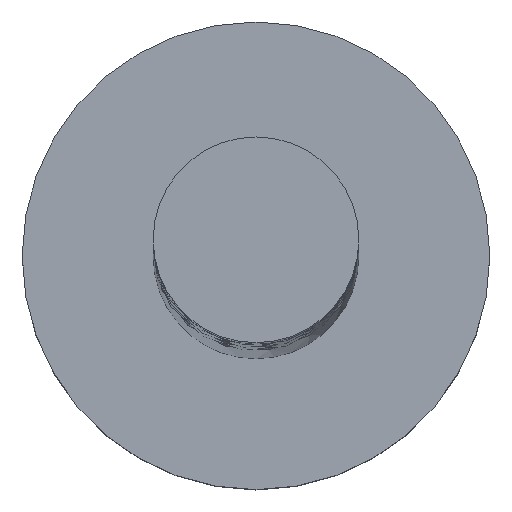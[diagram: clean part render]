
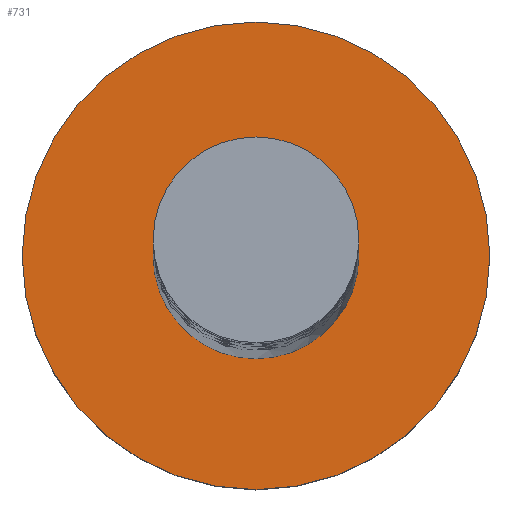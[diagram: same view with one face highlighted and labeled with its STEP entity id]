
A CAD part, top view. The second image highlights one B-rep face of the part: STEP entity #731.
In plain terms, the highlighted planar face has unit normal (0, 0, 1).
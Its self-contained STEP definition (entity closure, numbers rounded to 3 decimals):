
#3 = DIRECTION ( 'NONE',  ( 0., 0., 1. ) ) ;
#14 = ORIENTED_EDGE ( 'NONE', *, *, #1187, .F. ) ;
#22 = CIRCLE ( 'NONE', #830, 1.1 ) ;
#52 = ORIENTED_EDGE ( 'NONE', *, *, #62, .T. ) ;
#62 = EDGE_CURVE ( 'NONE', #940, #1212, #1098, .T. ) ;
#230 = CARTESIAN_POINT ( 'NONE',  ( 2.5, 0., 2. ) ) ;
#276 = EDGE_LOOP ( 'NONE', ( #14, #877 ) ) ;
#285 = DIRECTION ( 'NONE',  ( 0., 0., 1. ) ) ;
#309 = DIRECTION ( 'NONE',  ( 1., 0., 0. ) ) ;
#344 = DIRECTION ( 'NONE',  ( 1., 0., 0. ) ) ;
#353 = CARTESIAN_POINT ( 'NONE',  ( 0., 0., 2. ) ) ;
#404 = DIRECTION ( 'NONE',  ( 0., 0., 1. ) ) ;
#417 = CARTESIAN_POINT ( 'NONE',  ( 0., 0., 2. ) ) ;
#423 = ORIENTED_EDGE ( 'NONE', *, *, #807, .T. ) ;
#430 = CARTESIAN_POINT ( 'NONE',  ( 0., 0., 2. ) ) ;
#463 = DIRECTION ( 'NONE',  ( 1., 0., 0. ) ) ;
#515 = CARTESIAN_POINT ( 'NONE',  ( 0., 0., 2. ) ) ;
#520 = AXIS2_PLACEMENT_3D ( 'NONE', #785, #912, #1377 ) ;
#658 = PLANE ( 'NONE',  #683 ) ;
#683 = AXIS2_PLACEMENT_3D ( 'NONE', #417, #404, #878 ) ;
#731 = ADVANCED_FACE ( 'NONE', ( #1111, #976 ), #658, .T. ) ;
#782 = CARTESIAN_POINT ( 'NONE',  ( -2.5, 0., 2. ) ) ;
#785 = CARTESIAN_POINT ( 'NONE',  ( 0., 0., 2. ) ) ;
#807 = EDGE_CURVE ( 'NONE', #1212, #940, #1344, .T. ) ;
#824 = EDGE_LOOP ( 'NONE', ( #52, #423 ) ) ;
#830 = AXIS2_PLACEMENT_3D ( 'NONE', #353, #1407, #463 ) ;
#877 = ORIENTED_EDGE ( 'NONE', *, *, #942, .F. ) ;
#878 = DIRECTION ( 'NONE',  ( 1., 0., 0. ) ) ;
#883 = CARTESIAN_POINT ( 'NONE',  ( 1.1, 0., 2. ) ) ;
#912 = DIRECTION ( 'NONE',  ( 0., 0., 1. ) ) ;
#940 = VERTEX_POINT ( 'NONE', #782 ) ;
#942 = EDGE_CURVE ( 'NONE', #1418, #1146, #22, .T. ) ;
#976 = FACE_OUTER_BOUND ( 'NONE', #824, .T. ) ;
#1002 = CIRCLE ( 'NONE', #520, 1.1 ) ;
#1098 = CIRCLE ( 'NONE', #1124, 2.5 ) ;
#1111 = FACE_BOUND ( 'NONE', #276, .T. ) ;
#1124 = AXIS2_PLACEMENT_3D ( 'NONE', #515, #285, #309 ) ;
#1146 = VERTEX_POINT ( 'NONE', #1387 ) ;
#1187 = EDGE_CURVE ( 'NONE', #1146, #1418, #1002, .T. ) ;
#1197 = AXIS2_PLACEMENT_3D ( 'NONE', #430, #3, #344 ) ;
#1212 = VERTEX_POINT ( 'NONE', #230 ) ;
#1344 = CIRCLE ( 'NONE', #1197, 2.5 ) ;
#1377 = DIRECTION ( 'NONE',  ( 1., 0., 0. ) ) ;
#1387 = CARTESIAN_POINT ( 'NONE',  ( -1.1, 0., 2. ) ) ;
#1407 = DIRECTION ( 'NONE',  ( 0., 0., 1. ) ) ;
#1418 = VERTEX_POINT ( 'NONE', #883 ) ;
